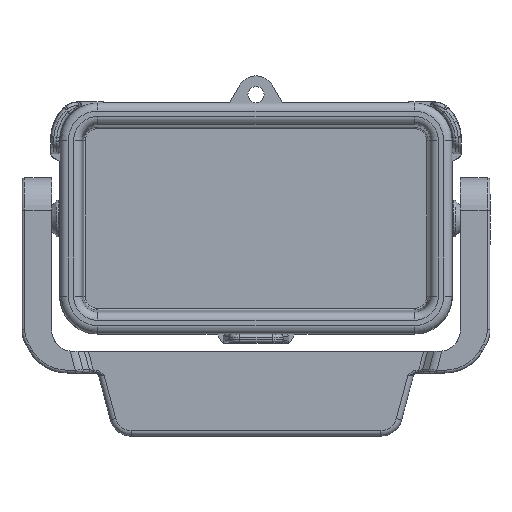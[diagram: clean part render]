
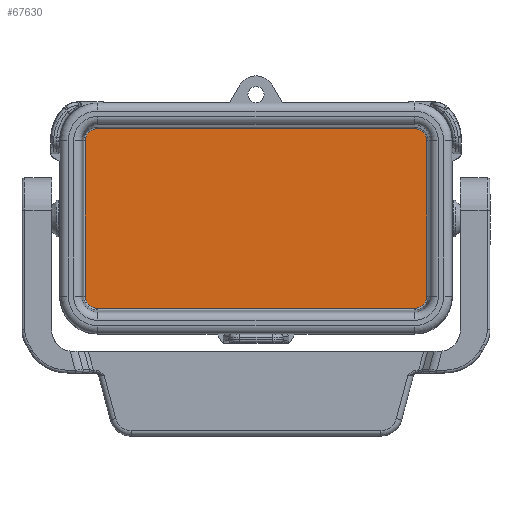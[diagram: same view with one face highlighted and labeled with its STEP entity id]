
A CAD part, top view. The second image highlights one B-rep face of the part: STEP entity #67630.
In plain terms, the highlighted planar face has unit normal (0, 0, 1).
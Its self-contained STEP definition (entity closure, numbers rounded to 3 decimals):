
#8970=CARTESIAN_POINT('',(-14.5,-55.217,-9.5));
#8980=VERTEX_POINT('',#8970);
#9010=CARTESIAN_POINT('',(-14.5,-55.217,-9.5));
#9020=DIRECTION('',(1.,0.,0.));
#9030=VECTOR('',#9020,1.);
#9040=LINE('',#9010,#9030);
#9050=CARTESIAN_POINT('',(14.5,-55.217,-9.5));
#9060=VERTEX_POINT('',#9050);
#9070=EDGE_CURVE('',#8980,#9060,#9040,.T.);
#9330=CARTESIAN_POINT('',(14.5,-53.,-9.5));
#9340=DIRECTION('',(0.,0.,1.));
#9350=DIRECTION('',(1.,0.,0.));
#9360=AXIS2_PLACEMENT_3D('',#9330,#9340,#9350);
#9370=CIRCLE('',#9360,2.217);
#9380=CARTESIAN_POINT('',(16.717,-53.,-9.5));
#9390=VERTEX_POINT('',#9380);
#9400=EDGE_CURVE('',#9060,#9390,#9370,.T.);
#10550=CARTESIAN_POINT('',(-16.717,-53.,-9.5));
#10560=VERTEX_POINT('',#10550);
#10590=CARTESIAN_POINT('',(-14.5,-53.,-9.5));
#10600=DIRECTION('',(0.,0.,-1.));
#10610=DIRECTION('',(-1.,0.,0.));
#10620=AXIS2_PLACEMENT_3D('',#10590,#10600,#10610);
#10630=CIRCLE('',#10620,2.217);
#10640=EDGE_CURVE('',#8980,#10560,#10630,.T.);
#12480=CARTESIAN_POINT('',(16.717,6.001,-9.5));
#12490=VERTEX_POINT('',#12480);
#12540=CARTESIAN_POINT('',(16.717,-99.999,-9.5));
#12550=DIRECTION('',(0.,1.,0.));
#12560=VECTOR('',#12550,1.);
#12570=LINE('',#12540,#12560);
#12580=EDGE_CURVE('',#9390,#12490,#12570,.T.);
#67200=CARTESIAN_POINT('',(18.389,13.741,
-9.5));
#67210=DIRECTION('',(0.,0.,-1.));
#67220=DIRECTION('',(1.,0.,0.));
#67230=AXIS2_PLACEMENT_3D('',#67200,#67210,#67220);
#67240=PLANE('',#67230);
#67250=ORIENTED_EDGE('',*,*,#12580,.T.);
#67260=ORIENTED_EDGE('',*,*,#9400,.T.);
#67270=ORIENTED_EDGE('',*,*,#9070,.T.);
#67280=ORIENTED_EDGE('',*,*,#10640,.F.);
#67290=CARTESIAN_POINT('',(-16.717,6.001,-9.5));
#67300=DIRECTION('',(0.,-1.,0.));
#67310=VECTOR('',#67300,1.);
#67320=LINE('',#67290,#67310);
#67330=CARTESIAN_POINT('',(-16.717,6.001,
-9.5));
#67340=VERTEX_POINT('',#67330);
#67350=EDGE_CURVE('',#67340,#10560,#67320,.T.);
#67360=ORIENTED_EDGE('',*,*,#67350,.T.);
#67370=CARTESIAN_POINT('',(-14.5,6.001,-9.5));
#67380=DIRECTION('',(0.,0.,1.));
#67390=DIRECTION('',(-1.,0.,0.));
#67400=AXIS2_PLACEMENT_3D('',#67370,#67380,#67390);
#67410=CIRCLE('',#67400,2.217);
#67420=CARTESIAN_POINT('',(-14.5,8.219,-9.5));
#67430=VERTEX_POINT('',#67420);
#67440=EDGE_CURVE('',#67430,#67340,#67410,.T.);
#67450=ORIENTED_EDGE('',*,*,#67440,.T.);
#67460=CARTESIAN_POINT('',(-14.5,8.219,-9.5));
#67470=DIRECTION('',(1.,0.,0.));
#67480=VECTOR('',#67470,1.);
#67490=LINE('',#67460,#67480);
#67500=CARTESIAN_POINT('',(14.5,8.219,-9.5));
#67510=VERTEX_POINT('',#67500);
#67520=EDGE_CURVE('',#67430,#67510,#67490,.T.);
#67530=ORIENTED_EDGE('',*,*,#67520,.F.);
#67540=CARTESIAN_POINT('',(14.5,6.001,-9.5));
#67550=DIRECTION('',(0.,0.,-1.));
#67560=DIRECTION('',(1.,0.,0.));
#67570=AXIS2_PLACEMENT_3D('',#67540,#67550,#67560);
#67580=CIRCLE('',#67570,2.217);
#67590=EDGE_CURVE('',#67510,#12490,#67580,.T.);
#67600=ORIENTED_EDGE('',*,*,#67590,.F.);
#67610=EDGE_LOOP('',(#67600,#67530,#67450,#67360,#67280,#67270,#67260,
#67250));
#67620=FACE_OUTER_BOUND('',#67610,.T.);
#67630=ADVANCED_FACE('',(#67620),#67240,.F.);
